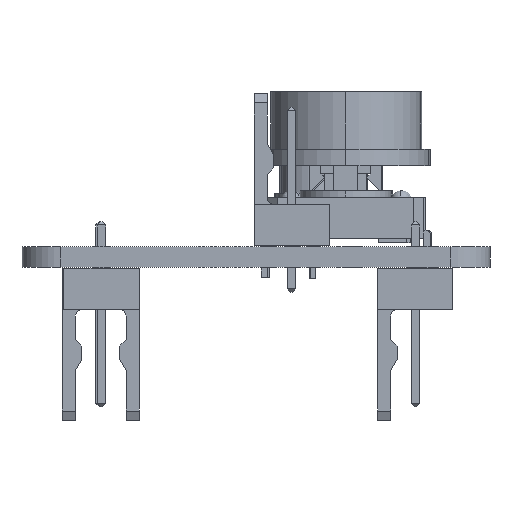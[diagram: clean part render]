
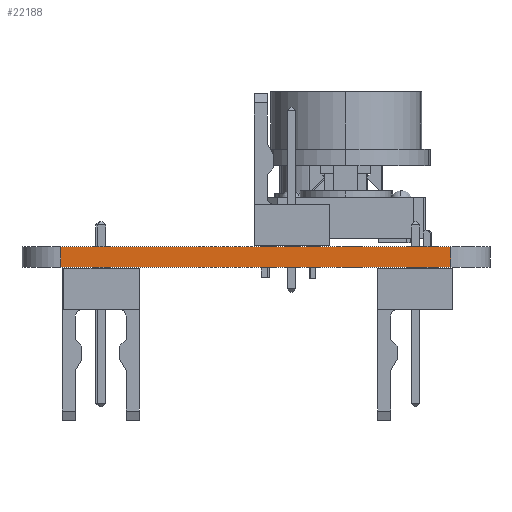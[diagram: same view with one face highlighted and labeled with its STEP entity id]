
A CAD part, front view. The second image highlights one B-rep face of the part: STEP entity #22188.
In plain terms, the highlighted planar face has unit normal (0, -1, 0).
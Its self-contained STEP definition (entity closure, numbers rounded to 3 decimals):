
#21243 = VERTEX_POINT('',#21244);
#21244 = CARTESIAN_POINT('',(74.,-149.,0.));
#21251 = EDGE_CURVE('',#21252,#21243,#21254,.T.);
#21252 = VERTEX_POINT('',#21253);
#21253 = CARTESIAN_POINT('',(104.,-149.,0.));
#21254 = LINE('',#21255,#21256);
#21255 = CARTESIAN_POINT('',(104.,-149.,0.));
#21256 = VECTOR('',#21257,1.);
#21257 = DIRECTION('',(-1.,0.,0.));
#21702 = VERTEX_POINT('',#21703);
#21703 = CARTESIAN_POINT('',(74.,-149.,1.6));
#21710 = EDGE_CURVE('',#21711,#21702,#21713,.T.);
#21711 = VERTEX_POINT('',#21712);
#21712 = CARTESIAN_POINT('',(104.,-149.,1.6));
#21713 = LINE('',#21714,#21715);
#21714 = CARTESIAN_POINT('',(104.,-149.,1.6));
#21715 = VECTOR('',#21716,1.);
#21716 = DIRECTION('',(-1.,0.,0.));
#22160 = EDGE_CURVE('',#21252,#21711,#22161,.T.);
#22161 = LINE('',#22162,#22163);
#22162 = CARTESIAN_POINT('',(104.,-149.,0.));
#22163 = VECTOR('',#22164,1.);
#22164 = DIRECTION('',(0.,0.,1.));
#22188 = ADVANCED_FACE('',(#22189),#22200,.T.);
#22189 = FACE_BOUND('',#22190,.T.);
#22190 = EDGE_LOOP('',(#22191,#22192,#22193,#22199));
#22191 = ORIENTED_EDGE('',*,*,#22160,.T.);
#22192 = ORIENTED_EDGE('',*,*,#21710,.T.);
#22193 = ORIENTED_EDGE('',*,*,#22194,.F.);
#22194 = EDGE_CURVE('',#21243,#21702,#22195,.T.);
#22195 = LINE('',#22196,#22197);
#22196 = CARTESIAN_POINT('',(74.,-149.,0.));
#22197 = VECTOR('',#22198,1.);
#22198 = DIRECTION('',(0.,0.,1.));
#22199 = ORIENTED_EDGE('',*,*,#21251,.F.);
#22200 = PLANE('',#22201);
#22201 = AXIS2_PLACEMENT_3D('',#22202,#22203,#22204);
#22202 = CARTESIAN_POINT('',(104.,-149.,0.));
#22203 = DIRECTION('',(0.,-1.,0.));
#22204 = DIRECTION('',(-1.,0.,0.));
